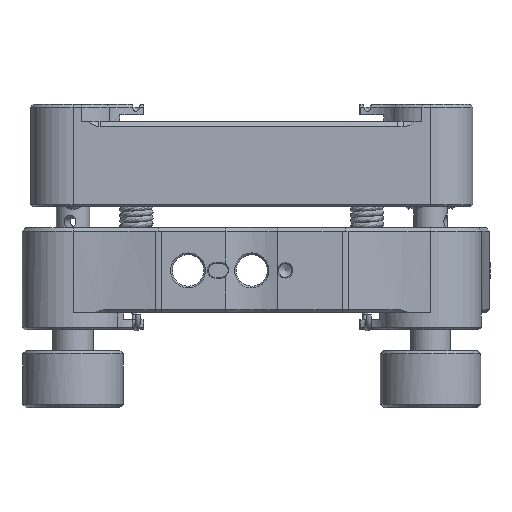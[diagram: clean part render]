
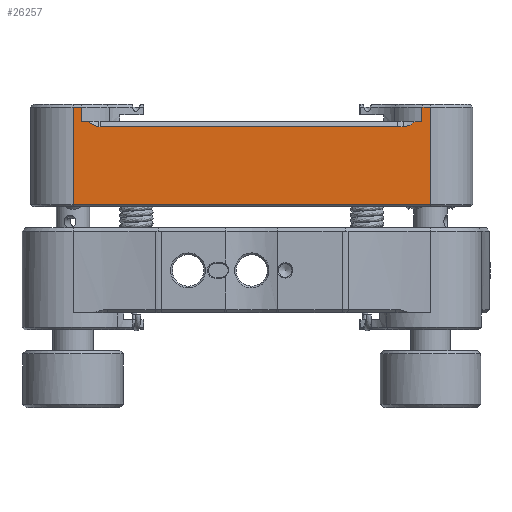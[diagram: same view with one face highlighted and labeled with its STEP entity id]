
A CAD part, front view. The second image highlights one B-rep face of the part: STEP entity #26257.
In plain terms, the highlighted planar face has unit normal (0, -1, 0).
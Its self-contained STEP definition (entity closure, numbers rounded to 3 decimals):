
#180 = LINE ( 'NONE', #26306, #29032 ) ;
#345 = VERTEX_POINT ( 'NONE', #18812 ) ;
#484 = DIRECTION ( 'NONE',  ( 1., 0., 0. ) ) ;
#704 = EDGE_CURVE ( 'NONE', #345, #20265, #8386, .T. ) ;
#1047 = CARTESIAN_POINT ( 'NONE',  ( 0.017, 7.609, -41.771 ) ) ;
#1089 = DIRECTION ( 'NONE',  ( 1., 0., 0. ) ) ;
#1153 = VERTEX_POINT ( 'NONE', #10820 ) ;
#1329 = DIRECTION ( 'NONE',  ( 0., 1., 0. ) ) ;
#1351 = CARTESIAN_POINT ( 'NONE',  ( -25.377, 7.609, -41.471 ) ) ;
#1377 = VECTOR ( 'NONE', #18411, 1000. ) ;
#1642 = ORIENTED_EDGE ( 'NONE', *, *, #17598, .F. ) ;
#1836 = CARTESIAN_POINT ( 'NONE',  ( -0.985, 7.609, -29.071 ) ) ;
#2081 = EDGE_CURVE ( 'NONE', #24723, #14321, #29849, .T. ) ;
#3927 = LINE ( 'NONE', #13536, #1377 ) ;
#4221 = VECTOR ( 'NONE', #19917, 1000. ) ;
#4285 = CARTESIAN_POINT ( 'NONE',  ( -48.026, 7.609, -29.838 ) ) ;
#4316 = EDGE_LOOP ( 'NONE', ( #13871, #24614, #12981, #15914, #16484, #15911, #29981, #23373, #11254, #29037, #1642, #24530, #25072, #12588 ) ) ;
#4339 = VERTEX_POINT ( 'NONE', #26941 ) ;
#4487 = VECTOR ( 'NONE', #15538, 1000. ) ;
#4718 = EDGE_CURVE ( 'NONE', #20684, #22198, #15956, .T. ) ;
#5042 = CARTESIAN_POINT ( 'NONE',  ( -2.439, 7.609, -29.819 ) ) ;
#5196 = CARTESIAN_POINT ( 'NONE',  ( -2.603, 7.609, -29.841 ) ) ;
#5332 = VECTOR ( 'NONE', #20091, 1000. ) ;
#5444 = LINE ( 'NONE', #29078, #5332 ) ;
#5858 = CARTESIAN_POINT ( 'NONE',  ( -52.047, 7.609, -26.912 ) ) ;
#6124 = CARTESIAN_POINT ( 'NONE',  ( -49.297, 7.609, -29.427 ) ) ;
#7275 = VECTOR ( 'NONE', #11487, 1000. ) ;
#7346 = LINE ( 'NONE', #29065, #18282 ) ;
#7409 = DIRECTION ( 'NONE',  ( 0., 0., -1. ) ) ;
#7418 = CARTESIAN_POINT ( 'NONE',  ( -1.242, 7.609, -29.28 ) ) ;
#7880 = CARTESIAN_POINT ( 'NONE',  ( 1.293, 7.609, -41.771 ) ) ;
#8386 = LINE ( 'NONE', #17995, #21251 ) ;
#8406 = FACE_OUTER_BOUND ( 'NONE', #4316, .T. ) ;
#9280 = LINE ( 'NONE', #9591, #7275 ) ;
#9591 = CARTESIAN_POINT ( 'NONE',  ( -25.377, 7.609, -29.071 ) ) ;
#10820 = CARTESIAN_POINT ( 'NONE',  ( 1.293, 7.609, -41.471 ) ) ;
#10846 = CARTESIAN_POINT ( 'NONE',  ( -49.768, 7.609, -29.071 ) ) ;
#11001 = CARTESIAN_POINT ( 'NONE',  ( -48.489, 7.609, -29.798 ) ) ;
#11254 = ORIENTED_EDGE ( 'NONE', *, *, #29291, .F. ) ;
#11288 = CARTESIAN_POINT ( 'NONE',  ( -50.77, 7.609, -41.771 ) ) ;
#11380 = CARTESIAN_POINT ( 'NONE',  ( -47.983, 7.609, -29.841 ) ) ;
#11487 = DIRECTION ( 'NONE',  ( 1., 0., 0. ) ) ;
#11698 = CARTESIAN_POINT ( 'NONE',  ( -48.112, 7.609, -29.834 ) ) ;
#11715 = VERTEX_POINT ( 'NONE', #25085 ) ;
#12368 = LINE ( 'NONE', #1351, #4221 ) ;
#12588 = ORIENTED_EDGE ( 'NONE', *, *, #16686, .F. ) ;
#12981 = ORIENTED_EDGE ( 'NONE', *, *, #22813, .F. ) ;
#13536 = CARTESIAN_POINT ( 'NONE',  ( -25.377, 7.609, -26.912 ) ) ;
#13871 = ORIENTED_EDGE ( 'NONE', *, *, #16779, .F. ) ;
#13980 = EDGE_CURVE ( 'NONE', #4339, #1153, #26914, .T. ) ;
#14063 = CARTESIAN_POINT ( 'NONE',  ( -48.139, 7.609, -29.833 ) ) ;
#14222 = CARTESIAN_POINT ( 'NONE',  ( -48.191, 7.609, -29.83 ) ) ;
#14321 = VERTEX_POINT ( 'NONE', #26721 ) ;
#14664 = CARTESIAN_POINT ( 'NONE',  ( -1.514, 7.609, -29.467 ) ) ;
#14745 = VERTEX_POINT ( 'NONE', #1836 ) ;
#15208 = VERTEX_POINT ( 'NONE', #5858 ) ;
#15538 = DIRECTION ( 'NONE',  ( 0., 0., 1. ) ) ;
#15705 = EDGE_CURVE ( 'NONE', #15208, #27608, #3927, .T. ) ;
#15911 = ORIENTED_EDGE ( 'NONE', *, *, #22810, .F. ) ;
#15914 = ORIENTED_EDGE ( 'NONE', *, *, #2081, .F. ) ;
#15956 = B_SPLINE_CURVE_WITH_KNOTS ( 'NONE', 3,
 ( #10846, #27523, #6124, #20914, #11001, #25633 ),
 .UNSPECIFIED., .F., .F.,
 ( 4, 2, 4 ),
 ( 0., 0.001, 0.002 ),
 .UNSPECIFIED. ) ;
#15975 = VERTEX_POINT ( 'NONE', #18564 ) ;
#16258 = CARTESIAN_POINT ( 'NONE',  ( -48.004, 7.609, -29.84 ) ) ;
#16315 = VECTOR ( 'NONE', #23878, 1000. ) ;
#16417 = CARTESIAN_POINT ( 'NONE',  ( -48.069, 7.609, -29.836 ) ) ;
#16484 = ORIENTED_EDGE ( 'NONE', *, *, #20257, .F. ) ;
#16581 = CARTESIAN_POINT ( 'NONE',  ( -48.165, 7.609, -29.831 ) ) ;
#16686 = EDGE_CURVE ( 'NONE', #11715, #15208, #7346, .T. ) ;
#16779 = EDGE_CURVE ( 'NONE', #1153, #11715, #12368, .T. ) ;
#17112 = DIRECTION ( 'NONE',  ( 0., 0., 1. ) ) ;
#17598 = EDGE_CURVE ( 'NONE', #30208, #20684, #9280, .T. ) ;
#17785 = CARTESIAN_POINT ( 'NONE',  ( -3.604, 7.609, -29.841 ) ) ;
#17937 = CARTESIAN_POINT ( 'NONE',  ( -25.377, 7.609, -29.071 ) ) ;
#17995 = CARTESIAN_POINT ( 'NONE',  ( -25.377, 7.609, -29.841 ) ) ;
#18017 = EDGE_CURVE ( 'NONE', #27608, #30208, #23405, .T. ) ;
#18282 = VECTOR ( 'NONE', #17112, 1000. ) ;
#18411 = DIRECTION ( 'NONE',  ( 1., 0., 0. ) ) ;
#18564 = CARTESIAN_POINT ( 'NONE',  ( -2.771, 7.609, -29.841 ) ) ;
#18668 = CARTESIAN_POINT ( 'NONE',  ( -50.77, 7.609, -29.071 ) ) ;
#18812 = CARTESIAN_POINT ( 'NONE',  ( -47.983, 7.609, -29.841 ) ) ;
#19235 = CARTESIAN_POINT ( 'NONE',  ( -2.771, 7.609, -29.841 ) ) ;
#19839 = CARTESIAN_POINT ( 'NONE',  ( -1.962, 7.609, -29.68 ) ) ;
#19917 = DIRECTION ( 'NONE',  ( -1., 0., 0. ) ) ;
#20091 = DIRECTION ( 'NONE',  ( 1., 0., 0. ) ) ;
#20257 = EDGE_CURVE ( 'NONE', #14745, #24723, #24844, .T. ) ;
#20265 = VERTEX_POINT ( 'NONE', #17785 ) ;
#20521 = DIRECTION ( 'NONE',  ( 1., 0., 0. ) ) ;
#20670 = CARTESIAN_POINT ( 'NONE',  ( -25.377, 7.609, -41.771 ) ) ;
#20684 = VERTEX_POINT ( 'NONE', #28624 ) ;
#20914 = CARTESIAN_POINT ( 'NONE',  ( -48.775, 7.609, -29.697 ) ) ;
#21251 = VECTOR ( 'NONE', #25065, 1000. ) ;
#21458 = CARTESIAN_POINT ( 'NONE',  ( -48.047, 7.609, -29.837 ) ) ;
#21741 = CARTESIAN_POINT ( 'NONE',  ( -2.12, 7.609, -29.739 ) ) ;
#22198 = VERTEX_POINT ( 'NONE', #28630 ) ;
#22576 = CARTESIAN_POINT ( 'NONE',  ( -50.77, 7.609, -26.912 ) ) ;
#22810 = EDGE_CURVE ( 'NONE', #15975, #14745, #24955, .T. ) ;
#22813 = EDGE_CURVE ( 'NONE', #14321, #4339, #180, .T. ) ;
#22890 = PLANE ( 'NONE',  #30082 ) ;
#23373 = ORIENTED_EDGE ( 'NONE', *, *, #704, .F. ) ;
#23405 = LINE ( 'NONE', #11288, #16315 ) ;
#23878 = DIRECTION ( 'NONE',  ( 0., 0., -1. ) ) ;
#24249 = CARTESIAN_POINT ( 'NONE',  ( -0.985, 7.609, -29.071 ) ) ;
#24425 = VECTOR ( 'NONE', #7409, 1000. ) ;
#24530 = ORIENTED_EDGE ( 'NONE', *, *, #18017, .F. ) ;
#24614 = ORIENTED_EDGE ( 'NONE', *, *, #13980, .F. ) ;
#24723 = VERTEX_POINT ( 'NONE', #27010 ) ;
#24844 = LINE ( 'NONE', #17937, #25927 ) ;
#24955 = B_SPLINE_CURVE_WITH_KNOTS ( 'NONE', 3,
 ( #19235, #5196, #5042, #21741, #19839, #14664, #7418, #24249 ),
 .UNSPECIFIED., .F., .F.,
 ( 4, 2, 2, 4 ),
 ( 0., 0., 0.001, 0.002 ),
 .UNSPECIFIED. ) ;
#25065 = DIRECTION ( 'NONE',  ( 1., 0., 0. ) ) ;
#25072 = ORIENTED_EDGE ( 'NONE', *, *, #15705, .F. ) ;
#25085 = CARTESIAN_POINT ( 'NONE',  ( -52.047, 7.609, -41.471 ) ) ;
#25633 = CARTESIAN_POINT ( 'NONE',  ( -48.191, 7.609, -29.83 ) ) ;
#25634 = EDGE_CURVE ( 'NONE', #20265, #15975, #5444, .T. ) ;
#25927 = VECTOR ( 'NONE', #1089, 1000. ) ;
#26257 = ADVANCED_FACE ( 'NONE', ( #8406 ), #22890, .F. ) ;
#26306 = CARTESIAN_POINT ( 'NONE',  ( -25.377, 7.609, -26.912 ) ) ;
#26721 = CARTESIAN_POINT ( 'NONE',  ( 0.017, 7.609, -26.912 ) ) ;
#26914 = LINE ( 'NONE', #7880, #24425 ) ;
#26941 = CARTESIAN_POINT ( 'NONE',  ( 1.293, 7.609, -26.912 ) ) ;
#27010 = CARTESIAN_POINT ( 'NONE',  ( 0.017, 7.609, -29.071 ) ) ;
#27523 = CARTESIAN_POINT ( 'NONE',  ( -49.538, 7.609, -29.258 ) ) ;
#27608 = VERTEX_POINT ( 'NONE', #22576 ) ;
#28624 = CARTESIAN_POINT ( 'NONE',  ( -49.768, 7.609, -29.071 ) ) ;
#28630 = CARTESIAN_POINT ( 'NONE',  ( -48.191, 7.609, -29.83 ) ) ;
#29032 = VECTOR ( 'NONE', #484, 1000. ) ;
#29037 = ORIENTED_EDGE ( 'NONE', *, *, #4718, .F. ) ;
#29065 = CARTESIAN_POINT ( 'NONE',  ( -52.047, 7.609, -41.771 ) ) ;
#29078 = CARTESIAN_POINT ( 'NONE',  ( -25.377, 7.609, -29.841 ) ) ;
#29291 = EDGE_CURVE ( 'NONE', #22198, #345, #30059, .T. ) ;
#29849 = LINE ( 'NONE', #1047, #4487 ) ;
#29981 = ORIENTED_EDGE ( 'NONE', *, *, #25634, .F. ) ;
#30059 = B_SPLINE_CURVE_WITH_KNOTS ( 'NONE', 3,
 ( #14222, #16581, #14063, #11698, #30906, #16417, #21458, #4285, #16258, #11380 ),
 .UNSPECIFIED., .F., .F.,
 ( 4, 3, 3, 4 ),
 ( 0., 0., 0., 0. ),
 .UNSPECIFIED. ) ;
#30082 = AXIS2_PLACEMENT_3D ( 'NONE', #20670, #1329, #20521 ) ;
#30208 = VERTEX_POINT ( 'NONE', #18668 ) ;
#30906 = CARTESIAN_POINT ( 'NONE',  ( -48.091, 7.609, -29.835 ) ) ;
